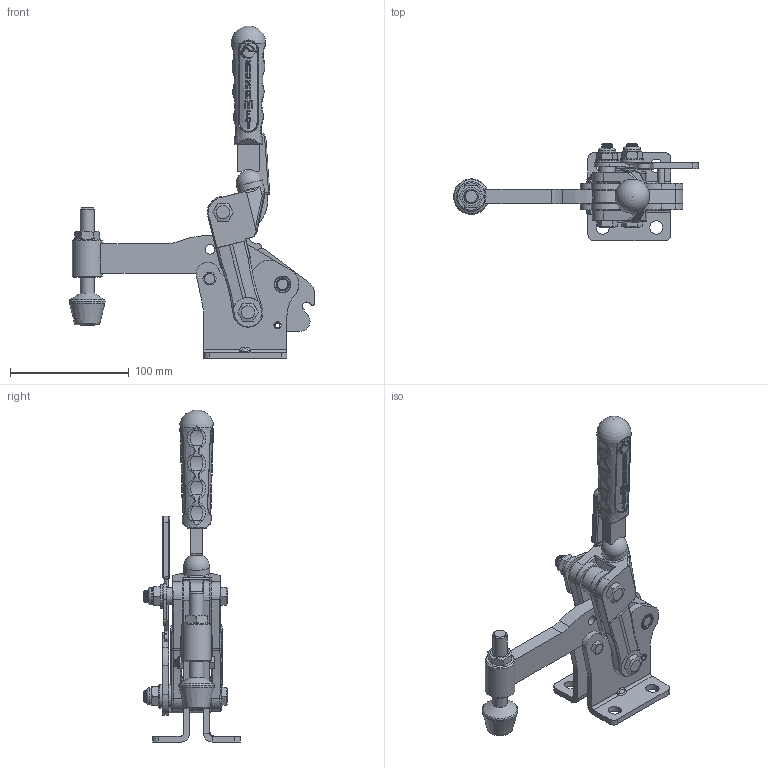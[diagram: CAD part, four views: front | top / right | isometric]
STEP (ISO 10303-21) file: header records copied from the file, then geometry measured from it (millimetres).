
FILE_DESCRIPTION(('FreeCAD Model'),'2;1');
FILE_NAME('Open CASCADE Shape Model','2025-05-01T01:52:29',('FreeCAD'),( 'FreeCAD'),'Open CASCADE STEP processor 7.6','FreeCAD','Unknown');
FILE_SCHEMA(('AUTOMOTIVE_DESIGN { 1 0 10303 214 1 1 1 1 }'));
Products named in the file (1): Open CASCADE STEP translator 7.6 1
Bounding box: 206.76 x 81.8 x 280.05 mm (x, y, z)
Volume: 360404.5 mm3; surface area: 127350.3 mm2
Topology: 7 solids, 12 shells, 3834 faces, 11496 edges, 7236 vertices
Faces by surface type: plane 1744, cylinder 1052, bspline 738, torus 131, cone 109, extrusion 43, sphere 15, revolution 2
Full cylindrical faces by diameter (mm): 2 x2, 6 x4, 6.1 x1, 8 x1, 9.9 x4, 10 x18, 10.5 x1, 12 x1, 14 x11, 14.2 x1, 14.625 x2, 20 x3, 22 x1, 24 x2, 25 x1, 30 x1
Entity records: 161768 total; most frequent: CARTESIAN_POINT 63484, ORIENTED_EDGE 22746, DIRECTION 18286, EDGE_CURVE 11373, VERTEX_POINT 7236, AXIS2_PLACEMENT_3D 7174, FACE_BOUND 4573, EDGE_LOOP 4573
